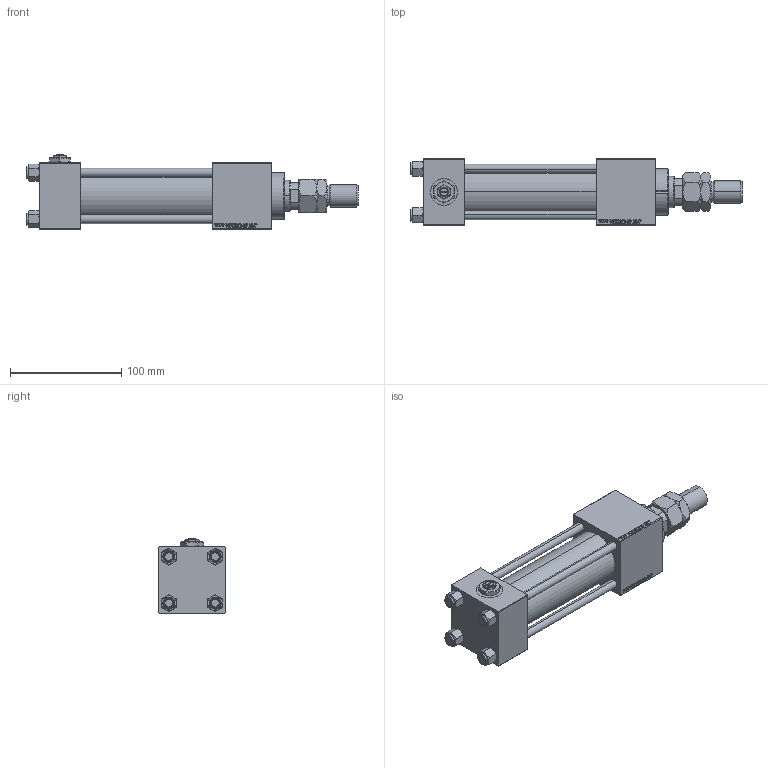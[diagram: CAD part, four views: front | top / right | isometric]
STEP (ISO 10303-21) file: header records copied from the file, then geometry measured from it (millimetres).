
FILE_DESCRIPTION (( 'STEP AP203' ), '1' );
FILE_NAME ('4ef4.STEP', '2022-06-03T06:54:10', ( '' ), ( '' ), 'SwSTEP 2.0', 'SolidWorks 2019', '' );
FILE_SCHEMA (( 'CONFIG_CONTROL_DESIGN' ));
Length unit declared in the file: millimetre
Products named in the file (8): V215CR_C_Body 645bcab138d728628fb06769ec851318; 4ef4; MTA 645bcab138d728628fb06769ec851318; Zatka_pro_OIL_PORT 645bcab138d728628fb06769ec851318; V215CR_VCP_C 645bcab138d728628fb06769ec851318; NUT_M5_C 645bcab138d728628fb06769ec851318; V215CR_C_TYCINKA 645bcab138d728628fb06769ec851318; V215_VC_A 645bcab138d728628fb06769ec851318
Assembly tree (13 placements, depth 2):
  4ef4
    V215CR_C_Body 645bcab138d728628fb06769ec851318
    V215CR_VCP_C 645bcab138d728628fb06769ec851318
    NUT_M5_C 645bcab138d728628fb06769ec851318  x4
    V215CR_C_TYCINKA 645bcab138d728628fb06769ec851318  x4
    V215_VC_A 645bcab138d728628fb06769ec851318
    MTA 645bcab138d728628fb06769ec851318
    Zatka_pro_OIL_PORT 645bcab138d728628fb06769ec851318
Bounding box: 298 x 60 x 67 mm (x, y, z)
Volume: 523941.7 mm3; surface area: 146586.4 mm2
Topology: 13 solids, 13 shells, 1257 faces, 3120 edges, 2009 vertices
Faces by surface type: plane 567, bspline 392, cone 186, cylinder 102, torus 10
Entity records: 53820 total; most frequent: CARTESIAN_POINT 28225, ORIENTED_EDGE 5732, DIRECTION 3750, EDGE_CURVE 2866, VERTEX_POINT 1865, VECTOR 1658, LINE 1658, EDGE_LOOP 1271
